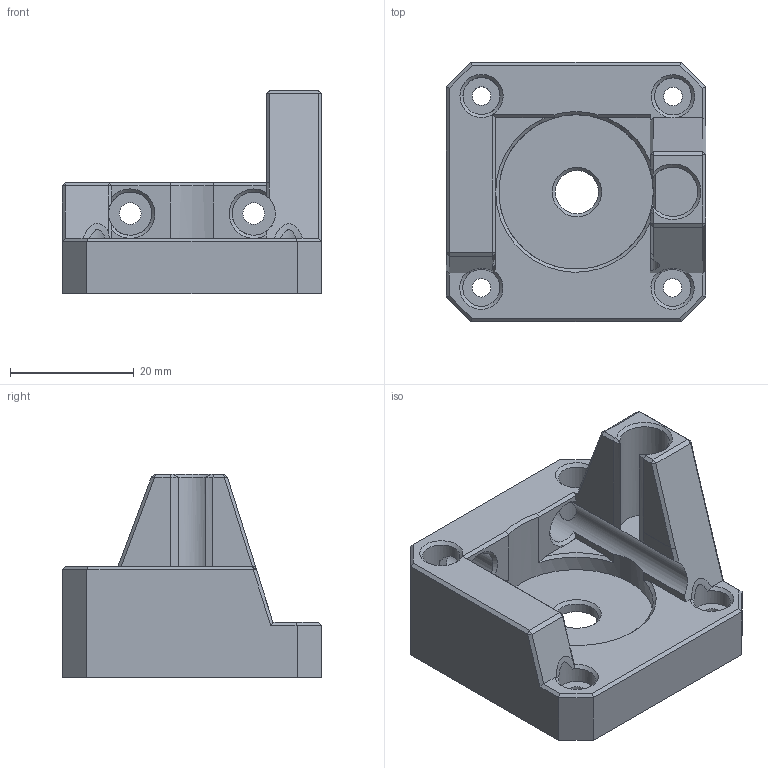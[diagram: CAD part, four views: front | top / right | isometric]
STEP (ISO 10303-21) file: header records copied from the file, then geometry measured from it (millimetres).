
FILE_DESCRIPTION(/* description */ ('','CAx-IF Rec.Pracs.---Representation and Presentation of Product Manufacturing Information (PMI)---4.0---2014-10-13'),/* implementation_level */ '2;1');
FILE_NAME(/* name */ 'Z-Motor-Holder-Right.step',/* time_stamp */ '2025-02-27T12:18:28+01:00',/* author */ (''),/* organization */ (''),/* preprocessor_version */ 'ST-DEVELOPER v20',/* originating_system */ 'Autodesk Translation Framework v13.20.0.188',/* authorisation */ '');
FILE_SCHEMA (('AP242_MANAGED_MODEL_BASED_3D_ENGINEERING_MIM_LF { 1 0 10303 442 1 1 4 }'));
Length unit declared in the file: millimetre
Products named in the file (1): (Unsaved)
Bounding box: 42 x 42 x 33 mm (x, y, z)
Volume: 18430 mm3; surface area: 8936 mm2
Topology: 1 solids, 1 shells, 104 faces, 272 edges, 169 vertices
Faces by surface type: plane 71, cylinder 18, cone 13, bspline 2
Full cylindrical faces by diameter (mm): 3 x4, 3.5 x2, 6 x4, 7 x3, 25 x1, 26 x1
Entity records: 3435 total; most frequent: CARTESIAN_POINT 878, ORIENTED_EDGE 544, DIRECTION 496, EDGE_CURVE 272, VERTEX_POINT 169, AXIS2_PLACEMENT_3D 166, LINE 164, VECTOR 164
